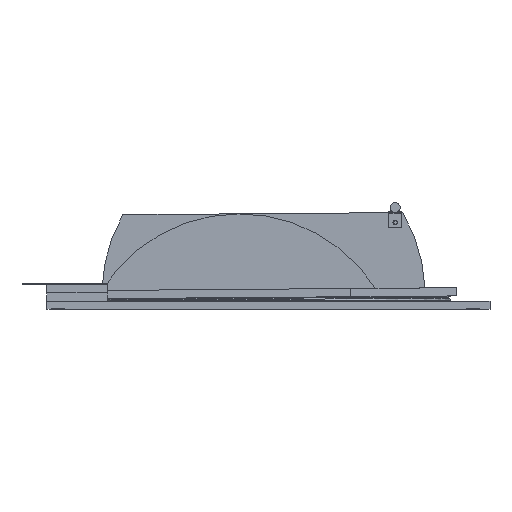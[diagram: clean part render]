
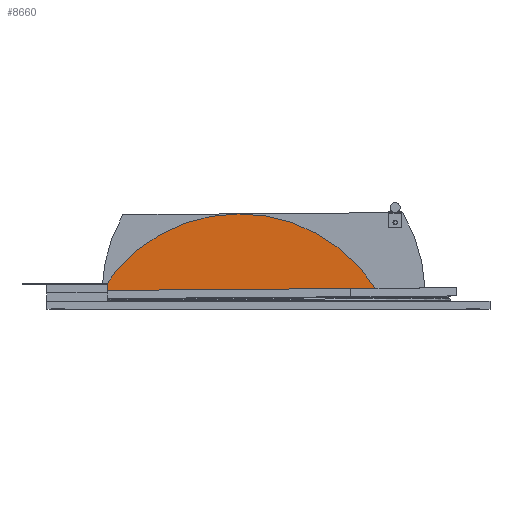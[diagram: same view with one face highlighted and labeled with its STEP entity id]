
A CAD part, left-side view. The second image highlights one B-rep face of the part: STEP entity #8660.
In plain terms, the highlighted planar face has unit normal (-1, 0, 0).
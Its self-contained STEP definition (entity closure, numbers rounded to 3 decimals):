
#1032=LINE('',#17221,#1456);
#1456=VECTOR('',#11264,832.875);
#1770=PLANE('',#9450);
#2856=FACE_OUTER_BOUND('',#3672,.T.);
#3672=EDGE_LOOP('',(#7318,#7319));
#4318=CIRCLE('',#9448,492.);
#4914=VERTEX_POINT('',#17215);
#4915=VERTEX_POINT('',#17217);
#5788=EDGE_CURVE('',#4915,#4914,#4318,.T.);
#5790=EDGE_CURVE('',#4915,#4914,#1032,.T.);
#7318=ORIENTED_EDGE('',*,*,#5788,.T.);
#7319=ORIENTED_EDGE('',*,*,#5790,.F.);
#8660=ADVANCED_FACE('',(#2856),#1770,.T.);
#9448=AXIS2_PLACEMENT_3D('',#17218,#11259,#11260);
#9450=AXIS2_PLACEMENT_3D('',#17223,#11266,#11267);
#11259=DIRECTION('center_axis',(-1.,0.,0.));
#11260=DIRECTION('ref_axis',(0.,0.85,0.526));
#11264=DIRECTION('',(0.,1.,-0.008));
#11266=DIRECTION('center_axis',(-1.,0.,0.));
#11267=DIRECTION('ref_axis',(0.,-1.,0.008));
#17215=CARTESIAN_POINT('',(-472.5,506.683,57.641));
#17217=CARTESIAN_POINT('',(-472.5,-326.167,64.037));
#17218=CARTESIAN_POINT('Origin',(-472.5,88.246,-201.154));
#17221=CARTESIAN_POINT('',(-472.5,-483.288,65.243));
#17223=CARTESIAN_POINT('Origin',(-472.5,506.683,57.641));
